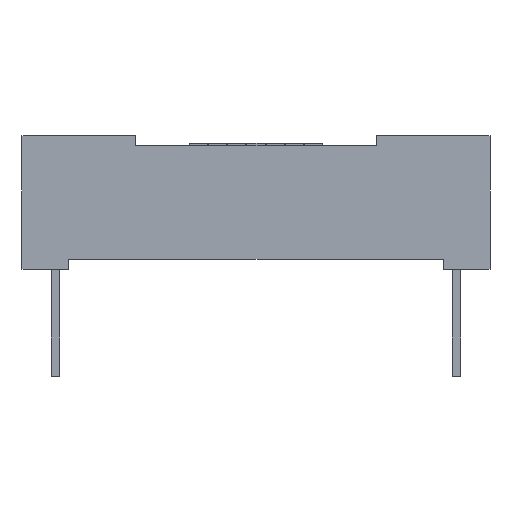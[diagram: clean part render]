
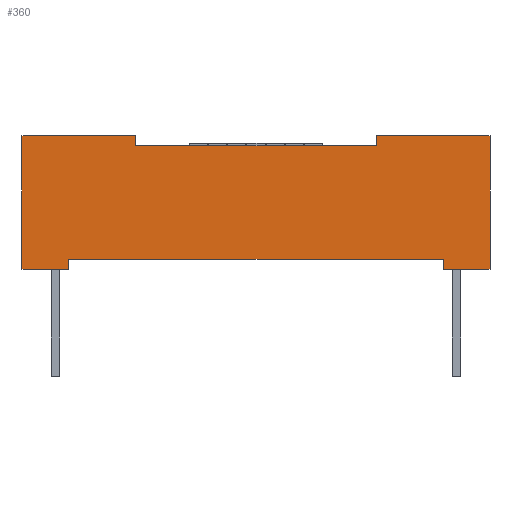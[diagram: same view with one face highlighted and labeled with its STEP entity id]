
A CAD part, front view. The second image highlights one B-rep face of the part: STEP entity #360.
In plain terms, the highlighted planar face has unit normal (0, -1, 0).
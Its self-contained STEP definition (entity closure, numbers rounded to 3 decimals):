
#22 = VERTEX_POINT('',#23);
#23 = CARTESIAN_POINT('',(-1.27,-24.13,5.08));
#31 = EDGE_CURVE('',#32,#22,#34,.T.);
#32 = VERTEX_POINT('',#33);
#33 = CARTESIAN_POINT('',(-1.27,-24.13,0.));
#34 = LINE('',#35,#36);
#35 = CARTESIAN_POINT('',(-1.27,-24.13,0.));
#36 = VECTOR('',#37,1.);
#37 = DIRECTION('',(0.,0.,1.));
#102 = EDGE_CURVE('',#22,#103,#105,.T.);
#103 = VERTEX_POINT('',#104);
#104 = CARTESIAN_POINT('',(3.05,-24.13,5.08));
#105 = LINE('',#106,#107);
#106 = CARTESIAN_POINT('',(-1.27,-24.13,5.08));
#107 = VECTOR('',#108,1.);
#108 = DIRECTION('',(1.,0.,0.));
#325 = EDGE_CURVE('',#32,#326,#328,.T.);
#326 = VERTEX_POINT('',#327);
#327 = CARTESIAN_POINT('',(0.51,-24.13,0.));
#328 = LINE('',#329,#330);
#329 = CARTESIAN_POINT('',(-1.27,-24.13,0.));
#330 = VECTOR('',#331,1.);
#331 = DIRECTION('',(1.,0.,0.));
#360 = ADVANCED_FACE('',(#361),#436,.F.);
#361 = FACE_BOUND('',#362,.F.);
#362 = EDGE_LOOP('',(#363,#364,#365,#366,#374,#382,#390,#398,#406,#414,
    #422,#430));
#363 = ORIENTED_EDGE('',*,*,#325,.F.);
#364 = ORIENTED_EDGE('',*,*,#31,.T.);
#365 = ORIENTED_EDGE('',*,*,#102,.T.);
#366 = ORIENTED_EDGE('',*,*,#367,.F.);
#367 = EDGE_CURVE('',#368,#103,#370,.T.);
#368 = VERTEX_POINT('',#369);
#369 = CARTESIAN_POINT('',(3.05,-24.13,4.7));
#370 = LINE('',#371,#372);
#371 = CARTESIAN_POINT('',(3.05,-24.13,4.7));
#372 = VECTOR('',#373,1.);
#373 = DIRECTION('',(0.,0.,1.));
#374 = ORIENTED_EDGE('',*,*,#375,.T.);
#375 = EDGE_CURVE('',#368,#376,#378,.T.);
#376 = VERTEX_POINT('',#377);
#377 = CARTESIAN_POINT('',(12.19,-24.13,4.7));
#378 = LINE('',#379,#380);
#379 = CARTESIAN_POINT('',(3.05,-24.13,4.7));
#380 = VECTOR('',#381,1.);
#381 = DIRECTION('',(1.,0.,0.));
#382 = ORIENTED_EDGE('',*,*,#383,.T.);
#383 = EDGE_CURVE('',#376,#384,#386,.T.);
#384 = VERTEX_POINT('',#385);
#385 = CARTESIAN_POINT('',(12.19,-24.13,5.08));
#386 = LINE('',#387,#388);
#387 = CARTESIAN_POINT('',(12.19,-24.13,4.7));
#388 = VECTOR('',#389,1.);
#389 = DIRECTION('',(0.,0.,1.));
#390 = ORIENTED_EDGE('',*,*,#391,.T.);
#391 = EDGE_CURVE('',#384,#392,#394,.T.);
#392 = VERTEX_POINT('',#393);
#393 = CARTESIAN_POINT('',(16.51,-24.13,5.08));
#394 = LINE('',#395,#396);
#395 = CARTESIAN_POINT('',(-1.27,-24.13,5.08));
#396 = VECTOR('',#397,1.);
#397 = DIRECTION('',(1.,0.,0.));
#398 = ORIENTED_EDGE('',*,*,#399,.F.);
#399 = EDGE_CURVE('',#400,#392,#402,.T.);
#400 = VERTEX_POINT('',#401);
#401 = CARTESIAN_POINT('',(16.51,-24.13,0.));
#402 = LINE('',#403,#404);
#403 = CARTESIAN_POINT('',(16.51,-24.13,0.));
#404 = VECTOR('',#405,1.);
#405 = DIRECTION('',(0.,0.,1.));
#406 = ORIENTED_EDGE('',*,*,#407,.F.);
#407 = EDGE_CURVE('',#408,#400,#410,.T.);
#408 = VERTEX_POINT('',#409);
#409 = CARTESIAN_POINT('',(14.73,-24.13,0.));
#410 = LINE('',#411,#412);
#411 = CARTESIAN_POINT('',(-1.27,-24.13,0.));
#412 = VECTOR('',#413,1.);
#413 = DIRECTION('',(1.,0.,0.));
#414 = ORIENTED_EDGE('',*,*,#415,.T.);
#415 = EDGE_CURVE('',#408,#416,#418,.T.);
#416 = VERTEX_POINT('',#417);
#417 = CARTESIAN_POINT('',(14.73,-24.13,0.38));
#418 = LINE('',#419,#420);
#419 = CARTESIAN_POINT('',(14.73,-24.13,-0.38));
#420 = VECTOR('',#421,1.);
#421 = DIRECTION('',(0.,0.,1.));
#422 = ORIENTED_EDGE('',*,*,#423,.F.);
#423 = EDGE_CURVE('',#424,#416,#426,.T.);
#424 = VERTEX_POINT('',#425);
#425 = CARTESIAN_POINT('',(0.51,-24.13,0.38));
#426 = LINE('',#427,#428);
#427 = CARTESIAN_POINT('',(0.51,-24.13,0.38));
#428 = VECTOR('',#429,1.);
#429 = DIRECTION('',(1.,0.,0.));
#430 = ORIENTED_EDGE('',*,*,#431,.F.);
#431 = EDGE_CURVE('',#326,#424,#432,.T.);
#432 = LINE('',#433,#434);
#433 = CARTESIAN_POINT('',(0.51,-24.13,-0.38));
#434 = VECTOR('',#435,1.);
#435 = DIRECTION('',(0.,0.,1.));
#436 = PLANE('',#437);
#437 = AXIS2_PLACEMENT_3D('',#438,#439,#440);
#438 = CARTESIAN_POINT('',(-1.27,-24.13,0.));
#439 = DIRECTION('',(0.,1.,0.));
#440 = DIRECTION('',(0.,0.,1.));
